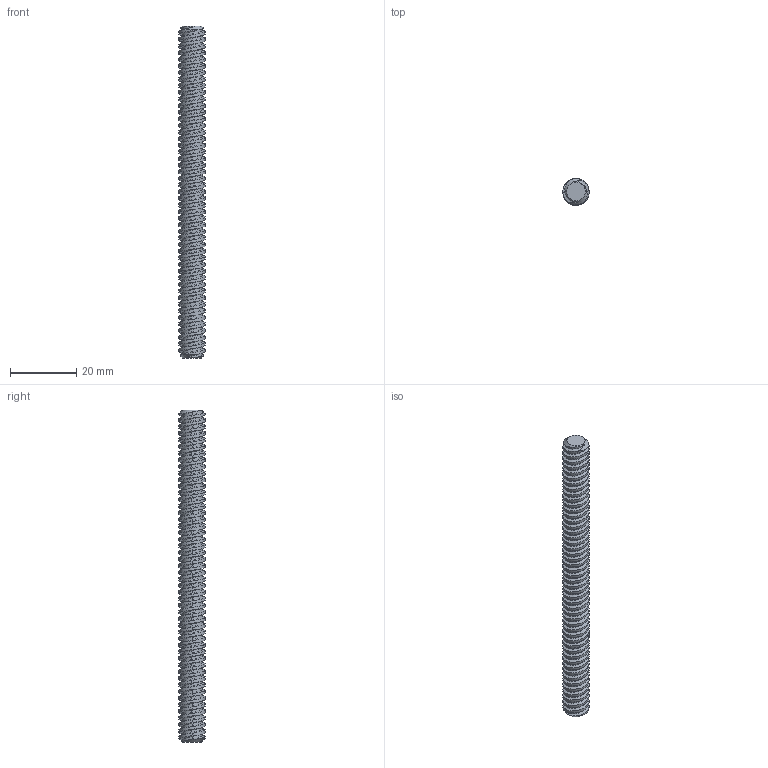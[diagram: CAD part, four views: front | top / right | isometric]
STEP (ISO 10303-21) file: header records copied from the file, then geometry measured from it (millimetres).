
FILE_DESCRIPTION(/* description */ (''),/* implementation_level */ '2;1');
FILE_NAME(/* name */ '2_Thread_Nut v11.step',/* time_stamp */ '2024-09-27T11:40:02+02:00',/* author */ (''),/* organization */ (''),/* preprocessor_version */ 'ST-DEVELOPER v20',/* originating_system */ 'Autodesk Translation Framework v13.20.0.188',/* authorisation */ '');
FILE_SCHEMA (('AUTOMOTIVE_DESIGN { 1 0 10303 214 3 1 1 }'));
Length unit declared in the file: millimetre
Products named in the file (3): 2_Thread_Nut; double_Thread; dummy_thread_scan
Assembly tree (2 placements, depth 2):
  2_Thread_Nut
    double_Thread
    dummy_thread_scan
Bounding box: 7.9 x 7.9 x 100 mm (x, y, z)
Volume: 3905.9 mm3; surface area: 3763.3 mm2
Topology: 1 solids, 15 shells, 336 faces, 918 edges, 612 vertices
Faces by surface type: bspline 128, cylinder 104, plane 102, cone 2
Full cylindrical faces by diameter (mm): 6.1 x48, 7.893 x48
Entity records: 18393 total; most frequent: CARTESIAN_POINT 11089, ORIENTED_EDGE 1836, EDGE_CURVE 918, DIRECTION 888, VERTEX_POINT 612, B_SPLINE_CURVE_WITH_KNOTS 466, LINE 442, VECTOR 442
